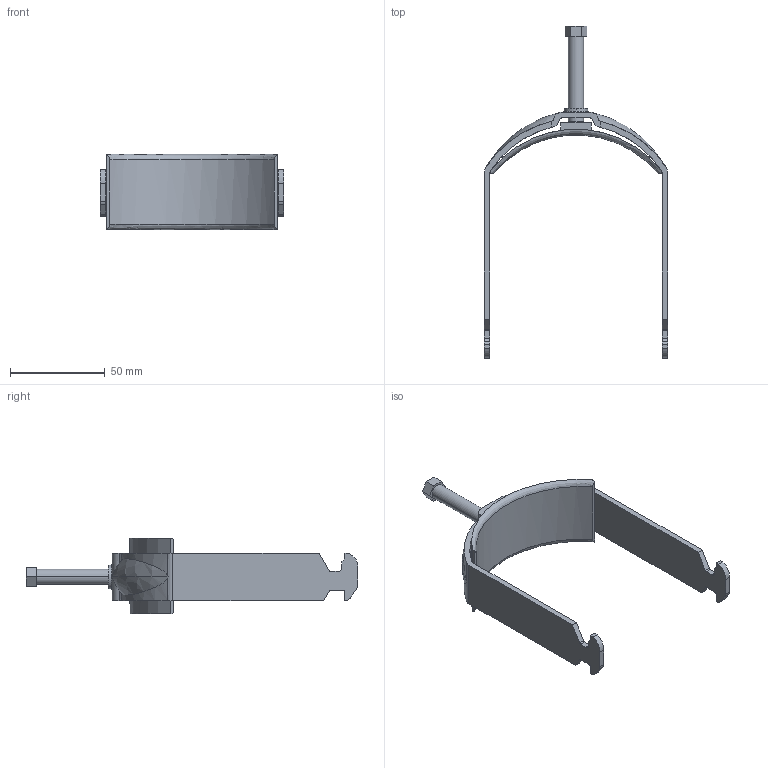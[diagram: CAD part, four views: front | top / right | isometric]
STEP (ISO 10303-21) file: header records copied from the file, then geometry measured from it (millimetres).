
FILE_DESCRIPTION (( 'STEP AP214' ), '1' );
FILE_NAME ('1160907.stp', '2017-03-13T08:38:57', ( '' ), ( '' ), 'SwSTEP 2.0', 'SolidWorks 2016', '' );
FILE_SCHEMA (( 'AUTOMOTIVE_DESIGN' ));
Length unit declared in the file: millimetre
Products named in the file (5): 1160907; EB104-15-02_Standard; EB104-00-04_Standard; EB104-00-03_Druckschraube - M8 x 45; EB104-15-01_Standard
Assembly tree (4 placements, depth 2):
  1160907
    EB104-15-01_Standard
    EB104-00-03_Druckschraube - M8 x 45
    EB104-00-04_Standard
    EB104-15-02_Standard
Bounding box: 97 x 175.5 x 40 mm (x, y, z)
Volume: 36910.6 mm3; surface area: 28844.7 mm2
Topology: 4 solids, 4 shells, 213 faces, 561 edges, 361 vertices
Faces by surface type: plane 135, cylinder 54, torus 14, cone 8, bspline 2
Entity records: 7544 total; most frequent: CARTESIAN_POINT 2097, ORIENTED_EDGE 1118, DIRECTION 1068, EDGE_CURVE 559, LINE 372, VECTOR 372, VERTEX_POINT 361, AXIS2_PLACEMENT_3D 348
